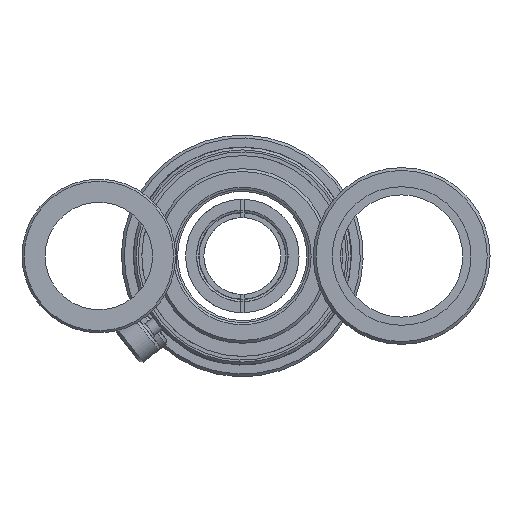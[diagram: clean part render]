
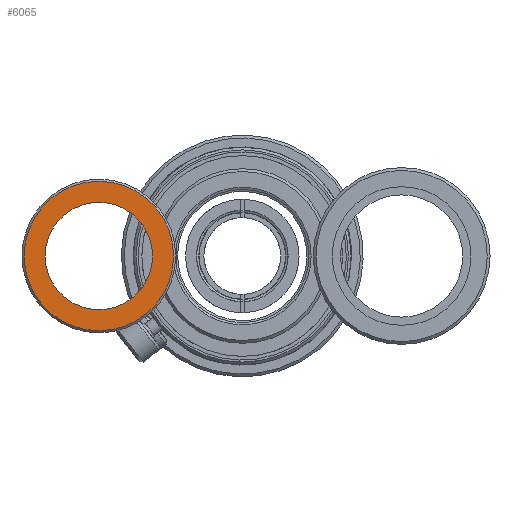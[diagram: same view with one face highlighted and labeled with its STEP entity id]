
A CAD part, left-side view. The second image highlights one B-rep face of the part: STEP entity #6065.
In plain terms, the highlighted planar face has unit normal (-1, 0, 0).
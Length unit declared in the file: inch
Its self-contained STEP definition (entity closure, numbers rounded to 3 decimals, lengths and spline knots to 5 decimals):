
#6031=CARTESIAN_POINT('',(0.0,0.535,0.));
#6032=VERTEX_POINT('',#6031);
#6033=CARTESIAN_POINT('',(0.0,0.0,0.0));
#6034=DIRECTION('',(1.0,0.0,0.0));
#6035=DIRECTION('',(0.0,-1.0,0.0));
#6036=AXIS2_PLACEMENT_3D('',#6033,#6034,#6035);
#6037=CIRCLE('',#6036,0.535);
#6038=EDGE_CURVE('',#6032,#6032,#6037,.T.);
#6046=CARTESIAN_POINT('',(0.0,0.46725,0.0));
#6047=DIRECTION('',(-1.0,0.0,0.0));
#6048=DIRECTION('',(0.0,0.0,1.0));
#6049=AXIS2_PLACEMENT_3D('',#6046,#6047,#6048);
#6050=PLANE('',#6049);
#6051=ORIENTED_EDGE('',*,*,#6038,.F.);
#6052=EDGE_LOOP('',(#6051));
#6053=FACE_OUTER_BOUND('',#6052,.T.);
#6054=CARTESIAN_POINT('',(0.0,0.3845,0.0));
#6055=VERTEX_POINT('',#6054);
#6056=CARTESIAN_POINT('',(0.0,0.0,0.0));
#6057=DIRECTION('',(1.0,0.0,0.0));
#6058=DIRECTION('',(0.0,1.0,0.0));
#6059=AXIS2_PLACEMENT_3D('',#6056,#6057,#6058);
#6060=CIRCLE('',#6059,0.3845);
#6061=EDGE_CURVE('',#6055,#6055,#6060,.T.);
#6062=ORIENTED_EDGE('',*,*,#6061,.T.);
#6063=EDGE_LOOP('',(#6062));
#6064=FACE_BOUND('',#6063,.T.);
#6065=ADVANCED_FACE('',(#6053,#6064),#6050,.T.);
